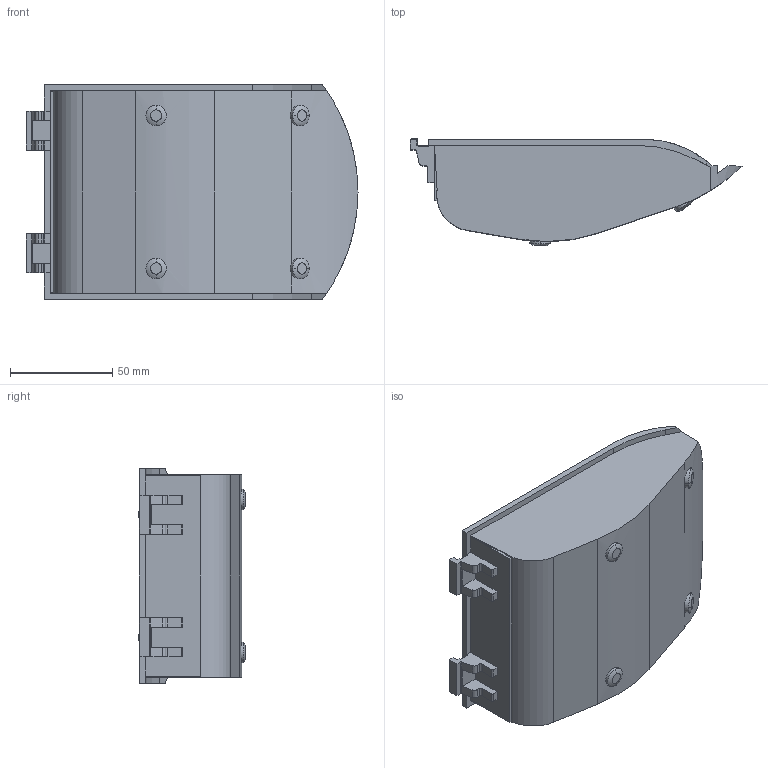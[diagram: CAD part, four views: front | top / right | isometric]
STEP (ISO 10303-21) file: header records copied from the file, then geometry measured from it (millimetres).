
FILE_DESCRIPTION (( 'STEP AP203' ), '1' );
FILE_NAME ('416500014_c_1.STEP', '2022-12-11T05:30:23', ( '' ), ( '' ), 'SwSTEP 2.0', 'SolidWorks 2014', '' );
FILE_SCHEMA (( 'CONFIG_CONTROL_DESIGN' ));
Length unit declared in the file: millimetre
Products named in the file (1): 416500014_c_1
Bounding box: 162.5 x 52.5 x 105 mm (x, y, z)
Volume: 110402.8 mm3; surface area: 63345.9 mm2
Topology: 1 solids, 1 shells, 159 faces, 459 edges, 304 vertices
Faces by surface type: plane 103, cylinder 48, torus 8
Entity records: 5749 total; most frequent: CARTESIAN_POINT 1460, ORIENTED_EDGE 918, DIRECTION 851, EDGE_CURVE 459, LINE 317, VECTOR 317, VERTEX_POINT 304, AXIS2_PLACEMENT_3D 267
